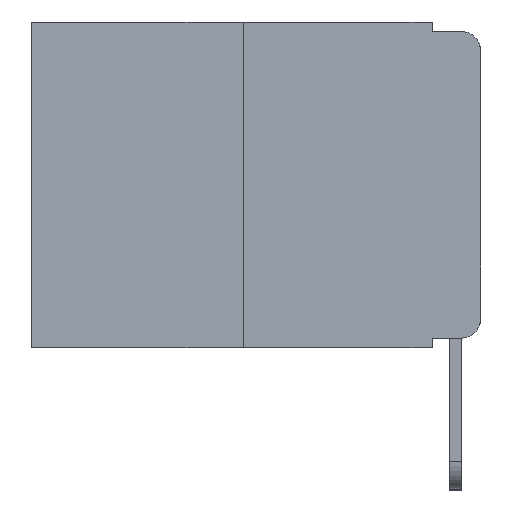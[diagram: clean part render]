
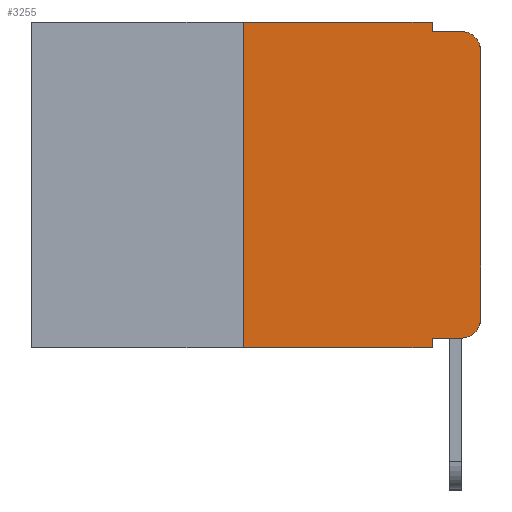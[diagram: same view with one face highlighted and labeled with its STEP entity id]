
A CAD part, left-side view. The second image highlights one B-rep face of the part: STEP entity #3255.
In plain terms, the highlighted planar face has unit normal (-1, 0, 0).
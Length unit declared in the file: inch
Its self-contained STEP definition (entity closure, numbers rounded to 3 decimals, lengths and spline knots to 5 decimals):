
#41 = DIRECTION ( 'NONE',  ( 0., 0., -1. ) ) ;
#711 = DIRECTION ( 'NONE',  ( 0., 0., 1. ) ) ;
#1000 = CARTESIAN_POINT ( 'NONE',  ( 0., 0.02, -0.333 ) ) ;
#1010 = LINE ( 'NONE', #18495, #15134 ) ;
#1042 = DIRECTION ( 'NONE',  ( 0., -1., 0. ) ) ;
#1585 = CIRCLE ( 'NONE', #11336, 0.02 ) ;
#1636 = VECTOR ( 'NONE', #7510, 39.37008 ) ;
#1682 = LINE ( 'NONE', #6974, #4407 ) ;
#1752 = DIRECTION ( 'NONE',  ( 0., 0., -1. ) ) ;
#2242 = LINE ( 'NONE', #6296, #14377 ) ;
#2361 = VECTOR ( 'NONE', #1042, 39.37008 ) ;
#2449 = DIRECTION ( 'NONE',  ( -1., 0., 0. ) ) ;
#2768 = FACE_OUTER_BOUND ( 'NONE', #19130, .T. ) ;
#2782 = DIRECTION ( 'NONE',  ( 0., 0., 1. ) ) ;
#3255 = ADVANCED_FACE ( 'NONE', ( #2768 ), #4696, .F. ) ;
#3547 = ORIENTED_EDGE ( 'NONE', *, *, #4797, .F. ) ;
#3745 = ORIENTED_EDGE ( 'NONE', *, *, #16673, .T. ) ;
#4095 = VECTOR ( 'NONE', #1752, 39.37008 ) ;
#4328 = CARTESIAN_POINT ( 'NONE',  ( 0., 0.25, 0. ) ) ;
#4348 = LINE ( 'NONE', #10677, #2361 ) ;
#4407 = VECTOR ( 'NONE', #9960, 39.37008 ) ;
#4519 = VERTEX_POINT ( 'NONE', #7208 ) ;
#4536 = VERTEX_POINT ( 'NONE', #13371 ) ;
#4696 = PLANE ( 'NONE',  #15151 ) ;
#4797 = EDGE_CURVE ( 'NONE', #12008, #5738, #1010, .T. ) ;
#4873 = DIRECTION ( 'NONE',  ( 0., 0., -1. ) ) ;
#5045 = VERTEX_POINT ( 'NONE', #1000 ) ;
#5067 = EDGE_CURVE ( 'NONE', #6002, #5661, #11383, .T. ) ;
#5349 = VERTEX_POINT ( 'NONE', #17619 ) ;
#5350 = LINE ( 'NONE', #7011, #11563 ) ;
#5661 = VERTEX_POINT ( 'NONE', #19839 ) ;
#5738 = VERTEX_POINT ( 'NONE', #4328 ) ;
#6002 = VERTEX_POINT ( 'NONE', #19389 ) ;
#6279 = CARTESIAN_POINT ( 'NONE',  ( 0., 0.02, -0.313 ) ) ;
#6296 = CARTESIAN_POINT ( 'NONE',  ( 0., 0.051, -0.01 ) ) ;
#6344 = CARTESIAN_POINT ( 'NONE',  ( 0., 0.25, -0.343 ) ) ;
#6474 = DIRECTION ( 'NONE',  ( -1., 0., 0. ) ) ;
#6777 = EDGE_CURVE ( 'NONE', #7679, #4536, #5350, .T. ) ;
#6974 = CARTESIAN_POINT ( 'NONE',  ( 0., 0.051, -0.333 ) ) ;
#7011 = CARTESIAN_POINT ( 'NONE',  ( 0., 0., 0. ) ) ;
#7208 = CARTESIAN_POINT ( 'NONE',  ( 0., 0.051, -0.343 ) ) ;
#7244 = EDGE_CURVE ( 'NONE', #16282, #4519, #17234, .T. ) ;
#7510 = DIRECTION ( 'NONE',  ( 0., -1., 0. ) ) ;
#7679 = VERTEX_POINT ( 'NONE', #15142 ) ;
#7724 = ORIENTED_EDGE ( 'NONE', *, *, #7244, .F. ) ;
#7833 = CARTESIAN_POINT ( 'NONE',  ( 0., 0.051, -0.333 ) ) ;
#7897 = DIRECTION ( 'NONE',  ( 0., -1., 0. ) ) ;
#8278 = EDGE_CURVE ( 'NONE', #4536, #5349, #1585, .T. ) ;
#8738 = CARTESIAN_POINT ( 'NONE',  ( 0., 0.02, -0.03 ) ) ;
#9157 = CARTESIAN_POINT ( 'NONE',  ( 0., 0.051, 0. ) ) ;
#9661 = DIRECTION ( 'NONE',  ( 1., 0., 0. ) ) ;
#9960 = DIRECTION ( 'NONE',  ( 0., -1., 0. ) ) ;
#10414 = DIRECTION ( 'NONE',  ( 0., 0., -1. ) ) ;
#10677 = CARTESIAN_POINT ( 'NONE',  ( 0., 0.473, -0.343 ) ) ;
#11246 = CARTESIAN_POINT ( 'NONE',  ( 0., 0.051, 0. ) ) ;
#11336 = AXIS2_PLACEMENT_3D ( 'NONE', #8738, #2449, #10414 ) ;
#11383 = LINE ( 'NONE', #9157, #14607 ) ;
#11563 = VECTOR ( 'NONE', #711, 39.37008 ) ;
#11630 = ORIENTED_EDGE ( 'NONE', *, *, #6777, .T. ) ;
#12008 = VERTEX_POINT ( 'NONE', #6344 ) ;
#12556 = EDGE_CURVE ( 'NONE', #16282, #5045, #1682, .T. ) ;
#13371 = CARTESIAN_POINT ( 'NONE',  ( 0., 0., -0.03 ) ) ;
#14283 = EDGE_CURVE ( 'NONE', #5045, #7679, #19793, .T. ) ;
#14377 = VECTOR ( 'NONE', #7897, 39.37008 ) ;
#14607 = VECTOR ( 'NONE', #19979, 39.37008 ) ;
#15134 = VECTOR ( 'NONE', #2782, 39.37008 ) ;
#15142 = CARTESIAN_POINT ( 'NONE',  ( 0., 0., -0.313 ) ) ;
#15151 = AXIS2_PLACEMENT_3D ( 'NONE', #17307, #9661, #4873 ) ;
#15910 = EDGE_CURVE ( 'NONE', #5738, #6002, #17493, .T. ) ;
#16059 = AXIS2_PLACEMENT_3D ( 'NONE', #6279, #6474, #41 ) ;
#16282 = VERTEX_POINT ( 'NONE', #7833 ) ;
#16673 = EDGE_CURVE ( 'NONE', #12008, #4519, #4348, .T. ) ;
#17234 = LINE ( 'NONE', #11246, #4095 ) ;
#17307 = CARTESIAN_POINT ( 'NONE',  ( 0., 0.473, 0. ) ) ;
#17493 = LINE ( 'NONE', #20119, #1636 ) ;
#17619 = CARTESIAN_POINT ( 'NONE',  ( 0., 0.02, -0.01 ) ) ;
#17899 = ORIENTED_EDGE ( 'NONE', *, *, #8278, .T. ) ;
#17920 = ORIENTED_EDGE ( 'NONE', *, *, #14283, .T. ) ;
#18495 = CARTESIAN_POINT ( 'NONE',  ( 0., 0.25, 0. ) ) ;
#19130 = EDGE_LOOP ( 'NONE', ( #11630, #17899, #20522, #20397, #19427, #3547, #3745, #7724, #20055, #17920 ) ) ;
#19389 = CARTESIAN_POINT ( 'NONE',  ( 0., 0.051, 0. ) ) ;
#19427 = ORIENTED_EDGE ( 'NONE', *, *, #15910, .F. ) ;
#19793 = CIRCLE ( 'NONE', #16059, 0.02 ) ;
#19839 = CARTESIAN_POINT ( 'NONE',  ( 0., 0.051, -0.01 ) ) ;
#19906 = EDGE_CURVE ( 'NONE', #5661, #5349, #2242, .T. ) ;
#19979 = DIRECTION ( 'NONE',  ( 0., 0., -1. ) ) ;
#20055 = ORIENTED_EDGE ( 'NONE', *, *, #12556, .T. ) ;
#20119 = CARTESIAN_POINT ( 'NONE',  ( 0., 0.473, 0. ) ) ;
#20397 = ORIENTED_EDGE ( 'NONE', *, *, #5067, .F. ) ;
#20522 = ORIENTED_EDGE ( 'NONE', *, *, #19906, .F. ) ;
